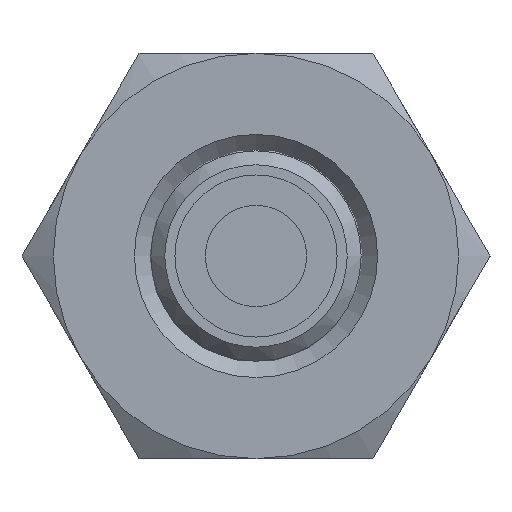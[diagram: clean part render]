
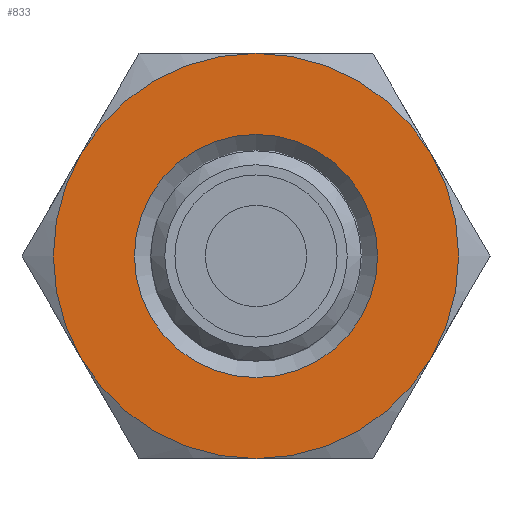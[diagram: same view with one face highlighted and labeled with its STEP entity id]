
A CAD part, left-side view. The second image highlights one B-rep face of the part: STEP entity #833.
In plain terms, the highlighted planar face has unit normal (-1, 0, 0).
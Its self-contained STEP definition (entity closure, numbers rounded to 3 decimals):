
#121=PLANE($,#951);
#181=FACE_BOUND($,#322,.T.);
#237=FACE_OUTER_BOUND($,#321,.T.);
#321=EDGE_LOOP($,(#720,#721,#722,#723,#724,#725));
#322=EDGE_LOOP($,(#726));
#365=CIRCLE($,#926,3.);
#366=CIRCLE($,#928,5.);
#367=CIRCLE($,#930,5.);
#374=CIRCLE($,#944,5.);
#375=CIRCLE($,#946,5.);
#376=CIRCLE($,#948,5.);
#377=CIRCLE($,#950,5.);
#424=VERTEX_POINT($,#1410);
#426=VERTEX_POINT($,#1414);
#427=VERTEX_POINT($,#1418);
#428=VERTEX_POINT($,#1424);
#429=VERTEX_POINT($,#1425);
#444=VERTEX_POINT($,#1499);
#446=VERTEX_POINT($,#1506);
#513=EDGE_CURVE($,#424,#424,#365,.T.);
#515=EDGE_CURVE($,#427,#426,#366,.T.);
#517=EDGE_CURVE($,#428,#429,#367,.T.);
#539=EDGE_CURVE($,#444,#428,#374,.T.);
#542=EDGE_CURVE($,#429,#446,#375,.T.);
#546=EDGE_CURVE($,#446,#427,#376,.T.);
#549=EDGE_CURVE($,#426,#444,#377,.T.);
#720=ORIENTED_EDGE($,*,*,#515,.T.);
#721=ORIENTED_EDGE($,*,*,#549,.T.);
#722=ORIENTED_EDGE($,*,*,#539,.T.);
#723=ORIENTED_EDGE($,*,*,#517,.T.);
#724=ORIENTED_EDGE($,*,*,#542,.T.);
#725=ORIENTED_EDGE($,*,*,#546,.T.);
#726=ORIENTED_EDGE($,*,*,#513,.F.);
#833=ADVANCED_FACE($,(#237,#181),#121,.T.);
#926=AXIS2_PLACEMENT_3D($,#1411,#1127,#1128);
#928=AXIS2_PLACEMENT_3D($,#1419,#1131,#1132);
#930=AXIS2_PLACEMENT_3D($,#1426,#1135,#1136);
#944=AXIS2_PLACEMENT_3D($,#1500,#1163,#1164);
#946=AXIS2_PLACEMENT_3D($,#1510,#1167,#1168);
#948=AXIS2_PLACEMENT_3D($,#1522,#1171,#1172);
#950=AXIS2_PLACEMENT_3D($,#1531,#1175,#1176);
#951=AXIS2_PLACEMENT_3D($,#1532,#1177,#1178);
#1127=DIRECTION('center_axis',(-1.,0.,0.));
#1128=DIRECTION('ref_axis',(0.,1.,0.));
#1131=DIRECTION('center_axis',(-1.,0.,0.));
#1132=DIRECTION('ref_axis',(0.,1.,0.));
#1135=DIRECTION('center_axis',(-1.,0.,0.));
#1136=DIRECTION('ref_axis',(0.,1.,0.));
#1163=DIRECTION('center_axis',(-1.,0.,0.));
#1164=DIRECTION('ref_axis',(0.,1.,0.));
#1167=DIRECTION('center_axis',(-1.,0.,0.));
#1168=DIRECTION('ref_axis',(0.,1.,0.));
#1171=DIRECTION('center_axis',(-1.,0.,0.));
#1172=DIRECTION('ref_axis',(0.,1.,0.));
#1175=DIRECTION('center_axis',(-1.,0.,0.));
#1176=DIRECTION('ref_axis',(0.,1.,0.));
#1177=DIRECTION('center_axis',(-1.,0.,0.));
#1178=DIRECTION('ref_axis',(0.,1.,0.));
#1410=CARTESIAN_POINT('',(0.,-3.,0.));
#1411=CARTESIAN_POINT('Origin',(0.,0.,0.));
#1414=CARTESIAN_POINT('',(0.,4.33,-2.5));
#1418=CARTESIAN_POINT('',(0.,4.33,2.5));
#1419=CARTESIAN_POINT('Origin',(0.,0.,0.));
#1424=CARTESIAN_POINT('',(0.,-4.33,-2.5));
#1425=CARTESIAN_POINT('',(0.,-4.33,2.5));
#1426=CARTESIAN_POINT('Origin',(0.,0.,0.));
#1499=CARTESIAN_POINT('',(0.,0.,-5.));
#1500=CARTESIAN_POINT('Origin',(0.,0.,0.));
#1506=CARTESIAN_POINT('',(0.,0.,5.));
#1510=CARTESIAN_POINT('Origin',(0.,0.,0.));
#1522=CARTESIAN_POINT('Origin',(0.,0.,0.));
#1531=CARTESIAN_POINT('Origin',(0.,0.,0.));
#1532=CARTESIAN_POINT('Origin',(0.,4.,0.));
